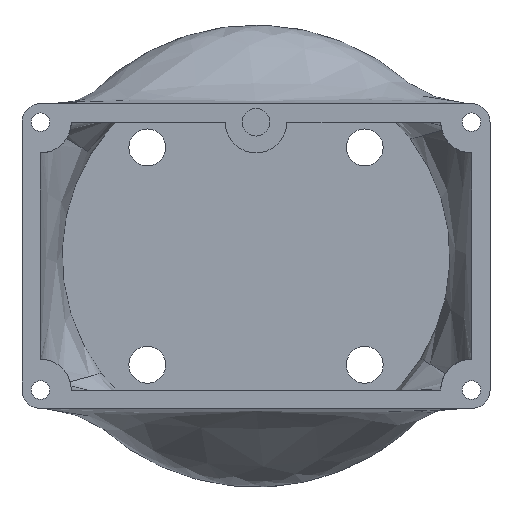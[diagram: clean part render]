
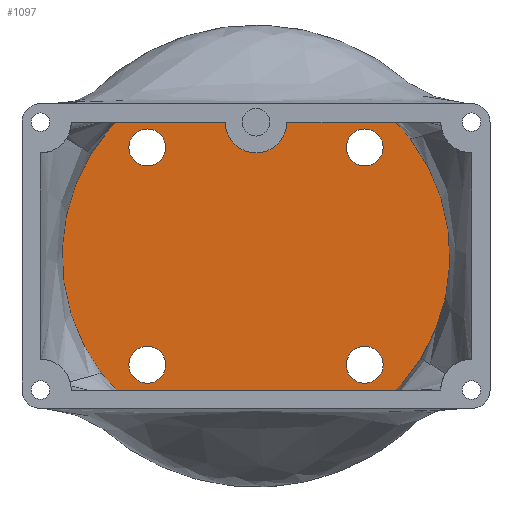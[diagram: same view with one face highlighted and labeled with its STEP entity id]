
A CAD part, front view. The second image highlights one B-rep face of the part: STEP entity #1097.
In plain terms, the highlighted planar face has unit normal (0, -1, 0).
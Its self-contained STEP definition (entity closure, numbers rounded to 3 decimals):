
#382=ORIENTED_EDGE('',*,*,#650,.T.);
#383=ORIENTED_EDGE('',*,*,#651,.T.);
#384=ORIENTED_EDGE('',*,*,#652,.T.);
#385=ORIENTED_EDGE('',*,*,#653,.T.);
#386=ORIENTED_EDGE('',*,*,#627,.F.);
#387=ORIENTED_EDGE('',*,*,#657,.F.);
#388=ORIENTED_EDGE('',*,*,#640,.F.);
#389=ORIENTED_EDGE('',*,*,#632,.F.);
#390=ORIENTED_EDGE('',*,*,#639,.F.);
#391=ORIENTED_EDGE('',*,*,#656,.F.);
#627=EDGE_CURVE('',#765,#766,#822,.T.);
#632=EDGE_CURVE('',#770,#771,#823,.T.);
#639=EDGE_CURVE('',#775,#770,#824,.T.);
#640=EDGE_CURVE('',#771,#776,#825,.T.);
#650=EDGE_CURVE('',#784,#784,#833,.T.);
#651=EDGE_CURVE('',#785,#785,#834,.T.);
#652=EDGE_CURVE('',#786,#786,#835,.T.);
#653=EDGE_CURVE('',#787,#787,#836,.T.);
#656=EDGE_CURVE('',#766,#775,#837,.T.);
#657=EDGE_CURVE('',#776,#765,#838,.F.);
#765=VERTEX_POINT('',#2043);
#766=VERTEX_POINT('',#2045);
#770=VERTEX_POINT('',#2113);
#771=VERTEX_POINT('',#2115);
#775=VERTEX_POINT('',#2221);
#776=VERTEX_POINT('',#2264);
#784=VERTEX_POINT('',#2301);
#785=VERTEX_POINT('',#2304);
#786=VERTEX_POINT('',#2307);
#787=VERTEX_POINT('',#2310);
#822=CIRCLE('',#1174,31.5);
#823=CIRCLE('',#1175,31.5);
#824=CIRCLE('',#1176,31.5);
#825=CIRCLE('',#1177,31.5);
#833=CIRCLE('',#1190,3.);
#834=CIRCLE('',#1192,3.);
#835=CIRCLE('',#1194,3.);
#836=CIRCLE('',#1196,3.);
#837=CIRCLE('',#1197,31.5);
#838=CIRCLE('',#1199,3.);
#892=EDGE_LOOP('',(#382));
#893=EDGE_LOOP('',(#383));
#894=EDGE_LOOP('',(#384));
#895=EDGE_LOOP('',(#385));
#896=EDGE_LOOP('',(#386,#387,#388,#389,#390,#391));
#986=FACE_BOUND('',#892,.T.);
#987=FACE_BOUND('',#893,.T.);
#988=FACE_BOUND('',#894,.T.);
#989=FACE_BOUND('',#895,.T.);
#990=FACE_BOUND('',#896,.T.);
#1048=PLANE('',#1198);
#1097=ADVANCED_FACE('',(#986,#987,#988,#989,#990),#1048,.F.);
#1174=AXIS2_PLACEMENT_3D('',#2044,#1341,#1342);
#1175=AXIS2_PLACEMENT_3D('',#2114,#1343,#1344);
#1176=AXIS2_PLACEMENT_3D('',#2222,#1346,#1347);
#1177=AXIS2_PLACEMENT_3D('',#2263,#1348,#1349);
#1190=AXIS2_PLACEMENT_3D('',#2300,#1374,#1375);
#1192=AXIS2_PLACEMENT_3D('',#2303,#1378,#1379);
#1194=AXIS2_PLACEMENT_3D('',#2306,#1382,#1383);
#1196=AXIS2_PLACEMENT_3D('',#2309,#1386,#1387);
#1197=AXIS2_PLACEMENT_3D('',#2367,#1388,#1389);
#1198=AXIS2_PLACEMENT_3D('',#2368,#1390,#1391);
#1199=AXIS2_PLACEMENT_3D('',#2369,#1392,#1393);
#1341=DIRECTION('',(0.,1.,0.));
#1342=DIRECTION('',(1.,0.,0.));
#1343=DIRECTION('',(0.,1.,0.));
#1344=DIRECTION('',(1.,0.,0.));
#1346=DIRECTION('',(0.,1.,0.));
#1347=DIRECTION('',(1.,0.,0.));
#1348=DIRECTION('',(0.,1.,0.));
#1349=DIRECTION('',(1.,0.,0.));
#1374=DIRECTION('',(0.,1.,0.));
#1375=DIRECTION('',(1.,0.,0.));
#1378=DIRECTION('',(0.,1.,0.));
#1379=DIRECTION('',(1.,0.,0.));
#1382=DIRECTION('',(0.,1.,0.));
#1383=DIRECTION('',(1.,0.,0.));
#1386=DIRECTION('',(0.,1.,0.));
#1387=DIRECTION('',(1.,0.,0.));
#1388=DIRECTION('',(0.,1.,0.));
#1389=DIRECTION('',(1.,0.,0.));
#1390=DIRECTION('',(0.,1.,0.));
#1391=DIRECTION('',(0.,0.,1.));
#1392=DIRECTION('',(0.,1.,0.));
#1393=DIRECTION('',(1.,0.,0.));
#2043=CARTESIAN_POINT('',(2.997,0.,31.357));
#2044=CARTESIAN_POINT('',(0.,0.,0.));
#2045=CARTESIAN_POINT('',(25.114,0.,19.014));
#2113=CARTESIAN_POINT('',(-25.114,0.,-19.014));
#2114=CARTESIAN_POINT('',(0.,0.,0.));
#2115=CARTESIAN_POINT('',(-26.755,0.,16.626));
#2221=CARTESIAN_POINT('',(26.755,0.,-16.626));
#2222=CARTESIAN_POINT('',(0.,0.,0.));
#2263=CARTESIAN_POINT('',(0.,0.,0.));
#2264=CARTESIAN_POINT('',(-2.997,0.,31.357));
#2300=CARTESIAN_POINT('',(-17.65,0.,17.65));
#2301=CARTESIAN_POINT('',(-14.65,0.,17.65));
#2303=CARTESIAN_POINT('',(-17.65,0.,-17.65));
#2304=CARTESIAN_POINT('',(-14.65,0.,-17.65));
#2306=CARTESIAN_POINT('',(17.65,0.,-17.65));
#2307=CARTESIAN_POINT('',(20.65,0.,-17.65));
#2309=CARTESIAN_POINT('',(17.65,0.,17.65));
#2310=CARTESIAN_POINT('',(20.65,0.,17.65));
#2367=CARTESIAN_POINT('',(0.,0.,0.));
#2368=CARTESIAN_POINT('',(0.,0.,0.));
#2369=CARTESIAN_POINT('',(0.,0.,31.5));
